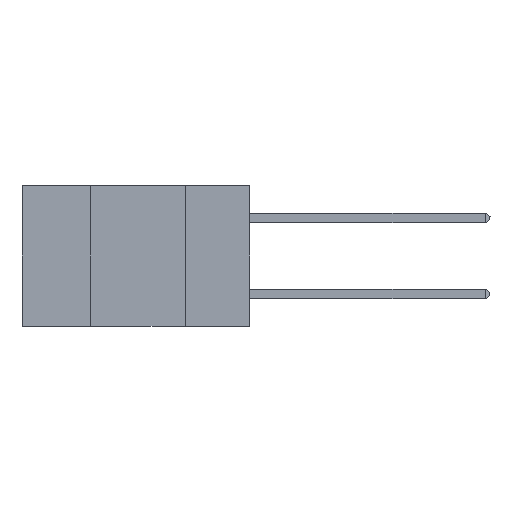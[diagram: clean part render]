
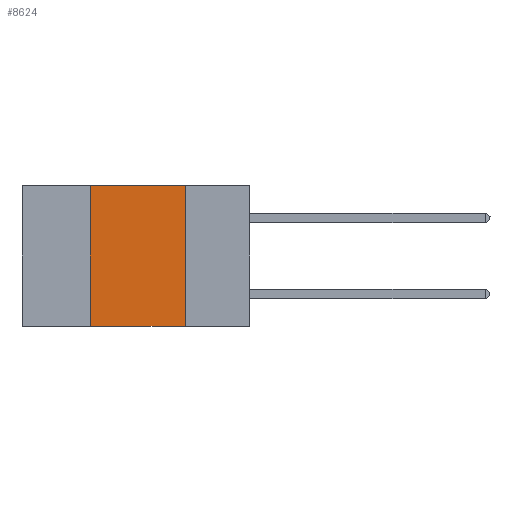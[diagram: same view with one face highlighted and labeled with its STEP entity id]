
A CAD part, left-side view. The second image highlights one B-rep face of the part: STEP entity #8624.
In plain terms, the highlighted planar face has unit normal (-1, 0, 0).
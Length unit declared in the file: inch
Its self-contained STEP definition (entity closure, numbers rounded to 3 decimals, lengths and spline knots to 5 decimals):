
#861 = LINE ( 'NONE', #9740, #3510 ) ;
#1110 = VERTEX_POINT ( 'NONE', #4130 ) ;
#1361 = CARTESIAN_POINT ( 'NONE',  ( 0., 0.17, 0. ) ) ;
#1427 = DIRECTION ( 'NONE',  ( 0., 0., -1. ) ) ;
#1977 = CARTESIAN_POINT ( 'NONE',  ( 0., 0.6, -0.37 ) ) ;
#2403 = DIRECTION ( 'NONE',  ( 0., -1., 0. ) ) ;
#3510 = VECTOR ( 'NONE', #5170, 39.37008 ) ;
#3762 = ORIENTED_EDGE ( 'NONE', *, *, #6526, .F. ) ;
#4130 = CARTESIAN_POINT ( 'NONE',  ( 0., 0.17, 0. ) ) ;
#4238 = LINE ( 'NONE', #1977, #5700 ) ;
#5170 = DIRECTION ( 'NONE',  ( 0., 0., 1. ) ) ;
#5426 = DIRECTION ( 'NONE',  ( 1., 0., 0. ) ) ;
#5652 = LINE ( 'NONE', #12144, #9144 ) ;
#5700 = VECTOR ( 'NONE', #10705, 39.37008 ) ;
#5863 = ORIENTED_EDGE ( 'NONE', *, *, #8577, .T. ) ;
#6287 = PLANE ( 'NONE',  #7749 ) ;
#6487 = ORIENTED_EDGE ( 'NONE', *, *, #12202, .F. ) ;
#6526 = EDGE_CURVE ( 'NONE', #1110, #8374, #7804, .T. ) ;
#6646 = ORIENTED_EDGE ( 'NONE', *, *, #13251, .F. ) ;
#6902 = VECTOR ( 'NONE', #1427, 39.37008 ) ;
#7493 = FACE_OUTER_BOUND ( 'NONE', #10393, .T. ) ;
#7749 = AXIS2_PLACEMENT_3D ( 'NONE', #9720, #5426, #8557 ) ;
#7804 = LINE ( 'NONE', #1361, #6902 ) ;
#7925 = CARTESIAN_POINT ( 'NONE',  ( 0., 0.17, -0.37 ) ) ;
#8059 = VERTEX_POINT ( 'NONE', #8159 ) ;
#8159 = CARTESIAN_POINT ( 'NONE',  ( 0., 0.42, 0. ) ) ;
#8374 = VERTEX_POINT ( 'NONE', #7925 ) ;
#8557 = DIRECTION ( 'NONE',  ( 0., 0., -1. ) ) ;
#8577 = EDGE_CURVE ( 'NONE', #11236, #8374, #4238, .T. ) ;
#8624 = ADVANCED_FACE ( 'NONE', ( #7493 ), #6287, .F. ) ;
#9144 = VECTOR ( 'NONE', #2403, 39.37008 ) ;
#9642 = CARTESIAN_POINT ( 'NONE',  ( 0., 0.42, -0.37 ) ) ;
#9720 = CARTESIAN_POINT ( 'NONE',  ( 0., 0.6, 0. ) ) ;
#9740 = CARTESIAN_POINT ( 'NONE',  ( 0., 0.42, 0. ) ) ;
#10393 = EDGE_LOOP ( 'NONE', ( #3762, #6487, #6646, #5863 ) ) ;
#10705 = DIRECTION ( 'NONE',  ( 0., -1., 0. ) ) ;
#11236 = VERTEX_POINT ( 'NONE', #9642 ) ;
#12144 = CARTESIAN_POINT ( 'NONE',  ( 0., 0.6, 0. ) ) ;
#12202 = EDGE_CURVE ( 'NONE', #8059, #1110, #5652, .T. ) ;
#13251 = EDGE_CURVE ( 'NONE', #11236, #8059, #861, .T. ) ;
